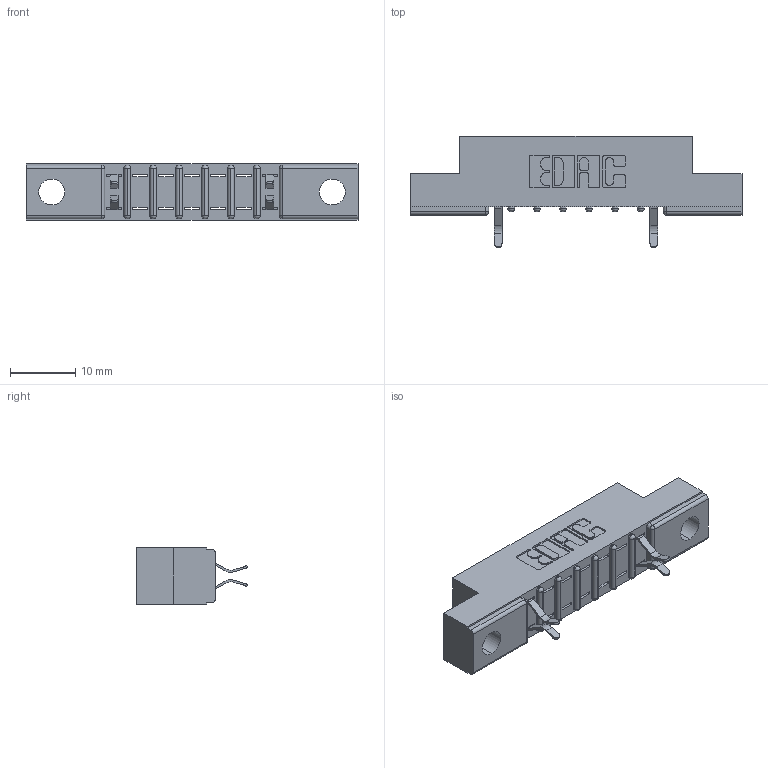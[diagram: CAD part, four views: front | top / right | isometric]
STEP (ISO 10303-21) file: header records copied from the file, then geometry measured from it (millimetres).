
FILE_DESCRIPTION (( 'STEP AP203' ), '1' );
FILE_NAME ('357-014-556-204.STEP', '2018-08-08T00:30:52', ( '' ), ( '' ), 'SwSTEP 2.0', 'SolidWorks 2016', '' );
FILE_SCHEMA (( 'CONFIG_CONTROL_DESIGN' ));
Length unit declared in the file: inch
Products named in the file (3): 307 Part_.156 Dia Mounting Holes; 307-290-001_556; 357-014-556-204
Assembly tree (5 placements, depth 2):
  357-014-556-204
    307 Part_.156 Dia Mounting Holes
    307-290-001_556  x4
Bounding box: 50.75 x 16.97 x 8.71 mm (x, y, z)
Volume: 3085.1 mm3; surface area: 3786.6 mm2
Topology: 5 solids, 5 shells, 440 faces, 1247 edges, 802 vertices
Faces by surface type: plane 276, cylinder 148, sphere 16
Entity records: 10742 total; most frequent: CARTESIAN_POINT 1815, ORIENTED_EDGE 1802, DIRECTION 1775, EDGE_CURVE 901, LINE 683, VECTOR 683, VERTEX_POINT 586, AXIS2_PLACEMENT_3D 546
